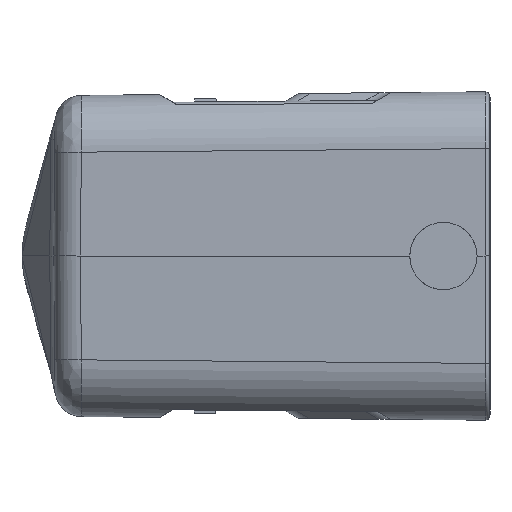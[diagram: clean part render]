
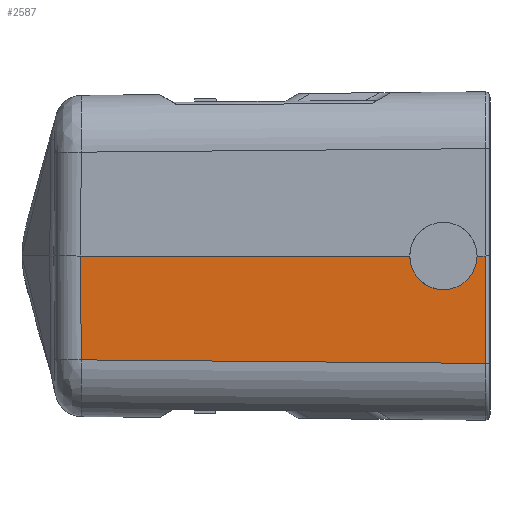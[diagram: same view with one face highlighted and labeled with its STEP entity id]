
A CAD part, left-side view. The second image highlights one B-rep face of the part: STEP entity #2587.
In plain terms, the highlighted planar face has unit normal (-1, 0.009, -0.009).
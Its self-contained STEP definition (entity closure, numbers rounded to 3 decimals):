
#557=FACE_OUTER_BOUND('',#3207,.T.);
#777=PLANE('',#7563);
#1035=ELLIPSE('',#7562,4.4,4.4);
#1547=LINE('',#13376,#2143);
#1568=LINE('',#13551,#2164);
#1570=LINE('',#13580,#2166);
#1571=LINE('',#13582,#2167);
#1572=LINE('',#13584,#2168);
#1573=LINE('',#13586,#2169);
#2143=VECTOR('',#9125,1.);
#2164=VECTOR('',#9224,1.);
#2166=VECTOR('',#9236,1.);
#2167=VECTOR('',#9239,1.);
#2168=VECTOR('',#9240,1.);
#2169=VECTOR('',#9241,1.);
#2587=ADVANCED_FACE('',(#557),#777,.T.);
#3207=EDGE_LOOP('',(#4963,#4964,#4965,#4966,#4967,#4968,#4969));
#4963=ORIENTED_EDGE('',*,*,#6770,.F.);
#4964=ORIENTED_EDGE('',*,*,#6718,.F.);
#4965=ORIENTED_EDGE('',*,*,#6763,.F.);
#4966=ORIENTED_EDGE('',*,*,#6769,.T.);
#4967=ORIENTED_EDGE('',*,*,#6771,.F.);
#4968=ORIENTED_EDGE('',*,*,#6772,.F.);
#4969=ORIENTED_EDGE('',*,*,#6773,.T.);
#5795=VERTEX_POINT('',#13356);
#5796=VERTEX_POINT('',#13377);
#5820=VERTEX_POINT('',#13552);
#5823=VERTEX_POINT('',#13579);
#5824=VERTEX_POINT('',#13583);
#5825=VERTEX_POINT('',#13585);
#5826=VERTEX_POINT('',#13587);
#6718=EDGE_CURVE('',#5795,#5796,#1547,.T.);
#6763=EDGE_CURVE('',#5820,#5795,#1568,.T.);
#6769=EDGE_CURVE('',#5820,#5823,#1570,.T.);
#6770=EDGE_CURVE('',#5796,#5824,#1571,.T.);
#6771=EDGE_CURVE('',#5825,#5823,#1572,.T.);
#6772=EDGE_CURVE('',#5826,#5825,#1573,.T.);
#6773=EDGE_CURVE('',#5826,#5824,#1035,.T.);
#7562=AXIS2_PLACEMENT_3D('',#13588,#9242,#9243);
#7563=AXIS2_PLACEMENT_3D('',#13589,#9244,#9245);
#9125=DIRECTION('',(-0.009,0.009,1.));
#9224=DIRECTION('',(0.009,1.,0.009));
#9236=DIRECTION('',(-0.009,0.,1.));
#9239=DIRECTION('',(-0.009,-1.,0.));
#9240=DIRECTION('',(-0.009,-1.,0.));
#9241=DIRECTION('',(-0.009,-1.,-0.001));
#9242=DIRECTION('',(1.,-0.009,0.009));
#9243=DIRECTION('',(-0.012,-0.707,0.707));
#9244=DIRECTION('',(-1.,0.009,-0.009));
#9245=DIRECTION('',(0.009,0.,-1.));
#13356=CARTESIAN_POINT('',(-35.915,123.412,-13.6));
#13376=CARTESIAN_POINT('',(-36.033,123.531,0.034));
#13377=CARTESIAN_POINT('',(-36.033,123.531,0.));
#13551=CARTESIAN_POINT('',(-36.376,70.132,-14.065));
#13552=CARTESIAN_POINT('',(-36.373,70.504,-14.061));
#13579=CARTESIAN_POINT('',(-36.496,70.504,0.));
#13580=CARTESIAN_POINT('',(-36.506,70.504,1.225));
#13582=CARTESIAN_POINT('',(-36.033,123.531,0.));
#13583=CARTESIAN_POINT('',(-36.409,80.4,0.));
#13584=CARTESIAN_POINT('',(-36.491,71.009,0.));
#13585=CARTESIAN_POINT('',(-36.491,71.009,0.));
#13586=CARTESIAN_POINT('',(-36.486,71.6,0.));
#13587=CARTESIAN_POINT('',(-36.486,71.6,0.));
#13588=CARTESIAN_POINT('',(-36.448,76.,0.));
#13589=CARTESIAN_POINT('',(-36.511,70.,1.225));
